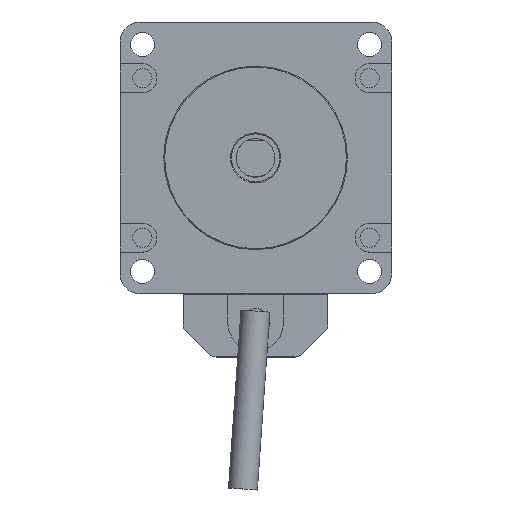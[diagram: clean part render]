
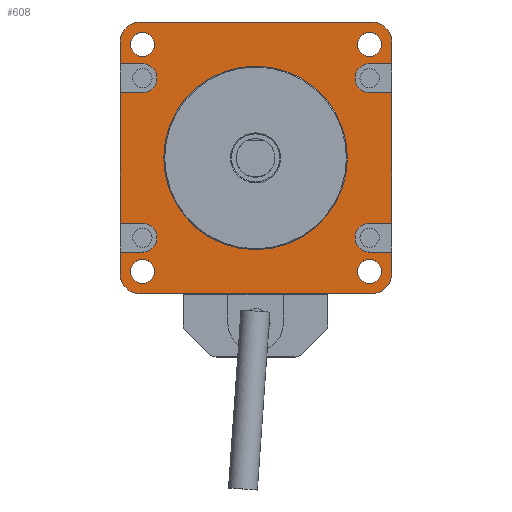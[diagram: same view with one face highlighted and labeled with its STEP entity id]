
A CAD part, top view. The second image highlights one B-rep face of the part: STEP entity #608.
In plain terms, the highlighted planar face has unit normal (0, 0, 1).
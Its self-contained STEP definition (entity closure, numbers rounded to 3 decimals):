
#608=ADVANCED_FACE('',(#1458,#1459,#1460,#1461,#1462,#1463),#731,.T.);
#731=PLANE('',#4283);
#1022=LINE('',#6549,#1341);
#1025=LINE('',#6555,#1344);
#1028=LINE('',#6561,#1347);
#1031=LINE('',#6567,#1350);
#1037=LINE('',#6583,#1356);
#1041=LINE('',#6593,#1360);
#1043=LINE('',#6599,#1362);
#1044=LINE('',#6601,#1363);
#1045=LINE('',#6603,#1364);
#1046=LINE('',#6607,#1365);
#1047=LINE('',#6608,#1366);
#1048=LINE('',#6612,#1367);
#1049=LINE('',#6613,#1368);
#1050=LINE('',#6617,#1369);
#1051=LINE('',#6618,#1370);
#1052=LINE('',#6622,#1371);
#1341=VECTOR('',#5336,1.);
#1344=VECTOR('',#5341,1.);
#1347=VECTOR('',#5346,1.);
#1350=VECTOR('',#5351,1.);
#1356=VECTOR('',#5367,1.);
#1360=VECTOR('',#5377,1.);
#1362=VECTOR('',#5385,1.);
#1363=VECTOR('',#5388,1.);
#1364=VECTOR('',#5391,1.);
#1365=VECTOR('',#5394,1.);
#1366=VECTOR('',#5395,1.);
#1367=VECTOR('',#5398,1.);
#1368=VECTOR('',#5399,1.);
#1369=VECTOR('',#5402,1.);
#1370=VECTOR('',#5403,1.);
#1371=VECTOR('',#5406,1.);
#1458=FACE_BOUND('',#1719,.T.);
#1459=FACE_BOUND('',#1720,.T.);
#1460=FACE_BOUND('',#1721,.T.);
#1461=FACE_BOUND('',#1722,.T.);
#1462=FACE_BOUND('',#1723,.T.);
#1463=FACE_BOUND('',#1724,.T.);
#1719=EDGE_LOOP('',(#2712,#2713,#2714,#2715,#2716,#2717,#2718,#2719,#2720,
#2721,#2722,#2723,#2724,#2725,#2726,#2727,#2728,#2729,#2730,#2731,#2732,
#2733,#2734,#2735));
#1720=EDGE_LOOP('',(#2736));
#1721=EDGE_LOOP('',(#2737));
#1722=EDGE_LOOP('',(#2738));
#1723=EDGE_LOOP('',(#2739));
#1724=EDGE_LOOP('',(#2740));
#2712=ORIENTED_EDGE('',*,*,#3632,.T.);
#2713=ORIENTED_EDGE('',*,*,#3659,.T.);
#2714=ORIENTED_EDGE('',*,*,#3660,.T.);
#2715=ORIENTED_EDGE('',*,*,#3661,.T.);
#2716=ORIENTED_EDGE('',*,*,#3654,.T.);
#2717=ORIENTED_EDGE('',*,*,#3656,.T.);
#2718=ORIENTED_EDGE('',*,*,#3658,.T.);
#2719=ORIENTED_EDGE('',*,*,#3643,.T.);
#2720=ORIENTED_EDGE('',*,*,#3638,.T.);
#2721=ORIENTED_EDGE('',*,*,#3662,.F.);
#2722=ORIENTED_EDGE('',*,*,#3663,.F.);
#2723=ORIENTED_EDGE('',*,*,#3664,.F.);
#2724=ORIENTED_EDGE('',*,*,#3635,.T.);
#2725=ORIENTED_EDGE('',*,*,#3665,.T.);
#2726=ORIENTED_EDGE('',*,*,#3666,.T.);
#2727=ORIENTED_EDGE('',*,*,#3667,.T.);
#2728=ORIENTED_EDGE('',*,*,#3649,.T.);
#2729=ORIENTED_EDGE('',*,*,#3646,.T.);
#2730=ORIENTED_EDGE('',*,*,#3657,.T.);
#2731=ORIENTED_EDGE('',*,*,#3650,.T.);
#2732=ORIENTED_EDGE('',*,*,#3641,.T.);
#2733=ORIENTED_EDGE('',*,*,#3668,.F.);
#2734=ORIENTED_EDGE('',*,*,#3669,.F.);
#2735=ORIENTED_EDGE('',*,*,#3670,.F.);
#2736=ORIENTED_EDGE('',*,*,#3671,.F.);
#2737=ORIENTED_EDGE('',*,*,#3672,.F.);
#2738=ORIENTED_EDGE('',*,*,#3673,.F.);
#2739=ORIENTED_EDGE('',*,*,#3674,.F.);
#2740=ORIENTED_EDGE('',*,*,#3675,.T.);
#3129=VERTEX_POINT('',#6548);
#3130=VERTEX_POINT('',#6550);
#3131=VERTEX_POINT('',#6554);
#3132=VERTEX_POINT('',#6556);
#3133=VERTEX_POINT('',#6560);
#3134=VERTEX_POINT('',#6562);
#3135=VERTEX_POINT('',#6566);
#3136=VERTEX_POINT('',#6568);
#3137=VERTEX_POINT('',#6572);
#3138=VERTEX_POINT('',#6576);
#3139=VERTEX_POINT('',#6578);
#3140=VERTEX_POINT('',#6582);
#3141=VERTEX_POINT('',#6586);
#3142=VERTEX_POINT('',#6590);
#3143=VERTEX_POINT('',#6592);
#3144=VERTEX_POINT('',#6596);
#3145=VERTEX_POINT('',#6604);
#3146=VERTEX_POINT('',#6606);
#3147=VERTEX_POINT('',#6609);
#3148=VERTEX_POINT('',#6611);
#3149=VERTEX_POINT('',#6614);
#3150=VERTEX_POINT('',#6616);
#3151=VERTEX_POINT('',#6619);
#3152=VERTEX_POINT('',#6621);
#3153=VERTEX_POINT('',#6624);
#3154=VERTEX_POINT('',#6626);
#3155=VERTEX_POINT('',#6628);
#3156=VERTEX_POINT('',#6630);
#3157=VERTEX_POINT('',#6632);
#3632=EDGE_CURVE('',#3130,#3129,#1022,.T.);
#3635=EDGE_CURVE('',#3132,#3131,#1025,.T.);
#3638=EDGE_CURVE('',#3134,#3133,#1028,.T.);
#3641=EDGE_CURVE('',#3136,#3135,#1031,.T.);
#3643=EDGE_CURVE('',#3137,#3134,#3868,.T.);
#3646=EDGE_CURVE('',#3139,#3138,#3869,.T.);
#3649=EDGE_CURVE('',#3140,#3139,#1037,.T.);
#3650=EDGE_CURVE('',#3141,#3136,#3870,.T.);
#3654=EDGE_CURVE('',#3142,#3143,#1041,.T.);
#3656=EDGE_CURVE('',#3143,#3144,#3871,.T.);
#3657=EDGE_CURVE('',#3138,#3141,#1043,.T.);
#3658=EDGE_CURVE('',#3144,#3137,#1044,.T.);
#3659=EDGE_CURVE('',#3129,#3145,#1045,.T.);
#3660=EDGE_CURVE('',#3145,#3146,#3872,.T.);
#3661=EDGE_CURVE('',#3146,#3142,#1046,.T.);
#3662=EDGE_CURVE('',#3147,#3133,#1047,.T.);
#3663=EDGE_CURVE('',#3148,#3147,#3873,.T.);
#3664=EDGE_CURVE('',#3132,#3148,#1048,.T.);
#3665=EDGE_CURVE('',#3131,#3149,#1049,.T.);
#3666=EDGE_CURVE('',#3149,#3150,#3874,.T.);
#3667=EDGE_CURVE('',#3150,#3140,#1050,.T.);
#3668=EDGE_CURVE('',#3151,#3135,#1051,.T.);
#3669=EDGE_CURVE('',#3152,#3151,#3875,.T.);
#3670=EDGE_CURVE('',#3130,#3152,#1052,.T.);
#3671=EDGE_CURVE('',#3153,#3153,#3876,.T.);
#3672=EDGE_CURVE('',#3154,#3154,#3877,.T.);
#3673=EDGE_CURVE('',#3155,#3155,#3878,.T.);
#3674=EDGE_CURVE('',#3156,#3156,#3879,.T.);
#3675=EDGE_CURVE('',#3157,#3157,#3880,.T.);
#3868=CIRCLE('',#4262,4.2);
#3869=CIRCLE('',#4264,4.2);
#3870=CIRCLE('',#4267,4.378);
#3871=CIRCLE('',#4270,4.216);
#3872=CIRCLE('',#4274,3.);
#3873=CIRCLE('',#4275,3.);
#3874=CIRCLE('',#4276,3.);
#3875=CIRCLE('',#4277,3.);
#3876=CIRCLE('',#4278,2.5);
#3877=CIRCLE('',#4279,2.5);
#3878=CIRCLE('',#4280,2.5);
#3879=CIRCLE('',#4281,2.5);
#3880=CIRCLE('',#4282,5.);
#4262=AXIS2_PLACEMENT_3D('',#6571,#5355,#5356);
#4264=AXIS2_PLACEMENT_3D('',#6577,#5361,#5362);
#4267=AXIS2_PLACEMENT_3D('',#6585,#5370,#5371);
#4270=AXIS2_PLACEMENT_3D('',#6597,#5381,#5382);
#4274=AXIS2_PLACEMENT_3D('',#6605,#5392,#5393);
#4275=AXIS2_PLACEMENT_3D('',#6610,#5396,#5397);
#4276=AXIS2_PLACEMENT_3D('',#6615,#5400,#5401);
#4277=AXIS2_PLACEMENT_3D('',#6620,#5404,#5405);
#4278=AXIS2_PLACEMENT_3D('',#6623,#5407,#5408);
#4279=AXIS2_PLACEMENT_3D('',#6625,#5409,#5410);
#4280=AXIS2_PLACEMENT_3D('',#6627,#5411,#5412);
#4281=AXIS2_PLACEMENT_3D('',#6629,#5413,#5414);
#4282=AXIS2_PLACEMENT_3D('',#6631,#5415,#5416);
#4283=AXIS2_PLACEMENT_3D('',#6633,#5417,#5418);
#5336=DIRECTION('',(0.,1.,0.));
#5341=DIRECTION('',(0.,-1.,0.));
#5346=DIRECTION('',(0.,-1.,0.));
#5351=DIRECTION('',(0.,1.,0.));
#5355=DIRECTION('',(0.,0.,1.));
#5356=DIRECTION('',(1.,0.,0.));
#5361=DIRECTION('',(0.,0.,1.));
#5362=DIRECTION('',(1.,0.,0.));
#5367=DIRECTION('',(0.,-1.,0.));
#5370=DIRECTION('',(0.,0.,1.));
#5371=DIRECTION('',(1.,0.,0.));
#5377=DIRECTION('',(0.,1.,0.));
#5381=DIRECTION('',(0.,0.,1.));
#5382=DIRECTION('',(1.,0.,0.));
#5385=DIRECTION('',(1.,0.,0.));
#5388=DIRECTION('',(-1.,0.,0.));
#5391=DIRECTION('',(-1.,-0.002,0.));
#5392=DIRECTION('',(0.,0.,-1.));
#5393=DIRECTION('',(-1.,0.,0.));
#5394=DIRECTION('',(1.,0.,0.));
#5395=DIRECTION('',(-1.,0.,0.));
#5396=DIRECTION('',(0.,0.,1.));
#5397=DIRECTION('',(1.,0.,0.));
#5398=DIRECTION('',(1.,-0.002,0.));
#5399=DIRECTION('',(1.,0.002,0.));
#5400=DIRECTION('',(0.,0.,-1.));
#5401=DIRECTION('',(1.,0.,0.));
#5402=DIRECTION('',(-1.,0.,0.));
#5403=DIRECTION('',(1.,0.,0.));
#5404=DIRECTION('',(0.,0.,1.));
#5405=DIRECTION('',(-1.,0.,0.));
#5406=DIRECTION('',(-1.,0.002,0.));
#5407=DIRECTION('',(0.,0.,1.));
#5408=DIRECTION('',(1.,0.,0.));
#5409=DIRECTION('',(0.,0.,1.));
#5410=DIRECTION('',(1.,0.,0.));
#5411=DIRECTION('',(0.,0.,1.));
#5412=DIRECTION('',(1.,0.,0.));
#5413=DIRECTION('',(0.,0.,1.));
#5414=DIRECTION('',(1.,0.,0.));
#5415=DIRECTION('',(0.,0.,-1.));
#5416=DIRECTION('',(1.,0.,0.));
#5417=DIRECTION('',(0.,0.,1.));
#5418=DIRECTION('',(1.,0.,0.));
#6548=CARTESIAN_POINT('',(28.2,13.55,0.));
#6549=CARTESIAN_POINT('',(28.2,-24.,0.));
#6550=CARTESIAN_POINT('',(28.2,-13.55,0.));
#6554=CARTESIAN_POINT('',(-28.2,-13.55,0.));
#6555=CARTESIAN_POINT('',(-28.2,-24.,0.));
#6556=CARTESIAN_POINT('',(-28.2,13.55,0.));
#6560=CARTESIAN_POINT('',(-28.2,19.541,0.));
#6561=CARTESIAN_POINT('',(-28.2,-24.,0.));
#6562=CARTESIAN_POINT('',(-28.2,24.,0.));
#6566=CARTESIAN_POINT('',(28.2,-19.541,0.));
#6567=CARTESIAN_POINT('',(28.2,-24.,0.));
#6568=CARTESIAN_POINT('',(28.2,-23.822,0.));
#6571=CARTESIAN_POINT('',(-24.,24.,0.));
#6572=CARTESIAN_POINT('',(-24.,28.2,0.));
#6576=CARTESIAN_POINT('',(-24.,-28.2,0.));
#6577=CARTESIAN_POINT('',(-24.,-24.,0.));
#6578=CARTESIAN_POINT('',(-28.2,-24.,0.));
#6582=CARTESIAN_POINT('',(-28.2,-19.541,0.));
#6583=CARTESIAN_POINT('',(-28.2,-24.,0.));
#6585=CARTESIAN_POINT('',(23.822,-23.822,0.));
#6586=CARTESIAN_POINT('',(23.822,-28.2,0.));
#6590=CARTESIAN_POINT('',(28.2,19.541,0.));
#6592=CARTESIAN_POINT('',(28.2,23.984,0.));
#6593=CARTESIAN_POINT('',(28.2,-24.,0.));
#6596=CARTESIAN_POINT('',(23.984,28.2,0.));
#6597=CARTESIAN_POINT('',(23.984,23.984,0.));
#6599=CARTESIAN_POINT('',(-24.,-28.2,0.));
#6601=CARTESIAN_POINT('',(-24.,28.2,0.));
#6603=CARTESIAN_POINT('',(28.2,13.55,0.));
#6604=CARTESIAN_POINT('',(23.556,13.541,0.));
#6605=CARTESIAN_POINT('',(23.55,16.541,0.));
#6606=CARTESIAN_POINT('',(23.55,19.541,0.));
#6607=CARTESIAN_POINT('',(23.55,19.541,0.));
#6608=CARTESIAN_POINT('',(-23.55,19.541,0.));
#6609=CARTESIAN_POINT('',(-23.55,19.541,0.));
#6610=CARTESIAN_POINT('',(-23.55,16.541,0.));
#6611=CARTESIAN_POINT('',(-23.556,13.541,0.));
#6612=CARTESIAN_POINT('',(-28.2,13.55,0.));
#6613=CARTESIAN_POINT('',(-28.2,-13.55,0.));
#6614=CARTESIAN_POINT('',(-23.556,-13.541,0.));
#6615=CARTESIAN_POINT('',(-23.55,-16.541,0.));
#6616=CARTESIAN_POINT('',(-23.55,-19.541,0.));
#6617=CARTESIAN_POINT('',(-23.55,-19.541,0.));
#6618=CARTESIAN_POINT('',(23.55,-19.541,0.));
#6619=CARTESIAN_POINT('',(23.55,-19.541,0.));
#6620=CARTESIAN_POINT('',(23.55,-16.541,0.));
#6621=CARTESIAN_POINT('',(23.556,-13.541,0.));
#6622=CARTESIAN_POINT('',(28.2,-13.55,0.));
#6623=CARTESIAN_POINT('',(-23.55,-23.55,0.));
#6624=CARTESIAN_POINT('',(-21.05,-23.55,0.));
#6625=CARTESIAN_POINT('',(-23.55,23.55,0.));
#6626=CARTESIAN_POINT('',(-21.05,23.55,0.));
#6627=CARTESIAN_POINT('',(23.55,-23.55,0.));
#6628=CARTESIAN_POINT('',(26.05,-23.55,0.));
#6629=CARTESIAN_POINT('',(23.55,23.55,0.));
#6630=CARTESIAN_POINT('',(26.05,23.55,0.));
#6631=CARTESIAN_POINT('',(-0.089,0.,0.));
#6632=CARTESIAN_POINT('',(4.911,0.,0.));
#6633=CARTESIAN_POINT('',(-24.,-24.,0.));
